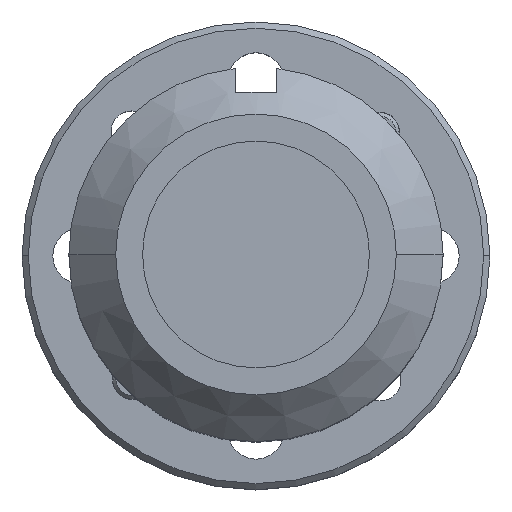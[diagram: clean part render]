
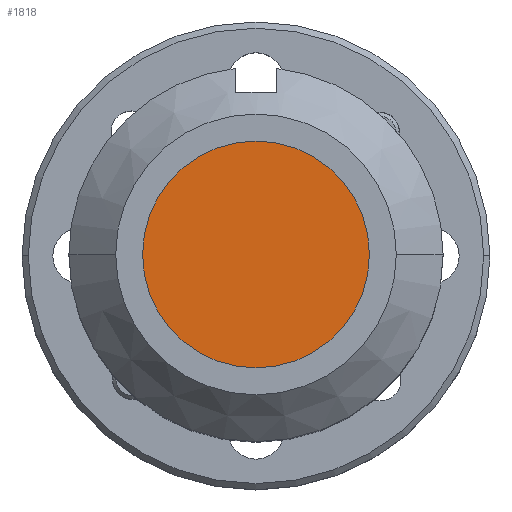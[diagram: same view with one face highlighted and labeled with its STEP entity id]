
A CAD part, top view. The second image highlights one B-rep face of the part: STEP entity #1818.
In plain terms, the highlighted planar face has unit normal (0, 0, 1).
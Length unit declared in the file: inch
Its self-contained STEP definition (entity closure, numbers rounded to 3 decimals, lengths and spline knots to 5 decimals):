
#308 = CARTESIAN_POINT ( 'NONE',  ( 0.67056, 1.07752, 2.63322 ) ) ;
#375 = EDGE_CURVE ( 'NONE', #426, #470, #1868, .T. ) ;
#426 = VERTEX_POINT ( 'NONE', #1431 ) ;
#443 = ORIENTED_EDGE ( 'NONE', *, *, #981, .F. ) ;
#470 = VERTEX_POINT ( 'NONE', #308 ) ;
#633 = DIRECTION ( 'NONE',  ( 0., 0., -1. ) ) ;
#660 = DIRECTION ( 'NONE',  ( 0., 0., -1. ) ) ;
#828 = DIRECTION ( 'NONE',  ( -1., 0., 0. ) ) ;
#981 = EDGE_CURVE ( 'NONE', #470, #426, #1061, .T. ) ;
#1061 = CIRCLE ( 'NONE', #2515, 0.18179 ) ;
#1203 = CARTESIAN_POINT ( 'NONE',  ( 0.48877, 1.26752, 2.63322 ) ) ;
#1231 = PLANE ( 'NONE',  #2062 ) ;
#1391 = FACE_OUTER_BOUND ( 'NONE', #1696, .T. ) ;
#1431 = CARTESIAN_POINT ( 'NONE',  ( 0.30698, 1.07752, 2.63322 ) ) ;
#1441 = DIRECTION ( 'NONE',  ( -1., 0., 0. ) ) ;
#1687 = CARTESIAN_POINT ( 'NONE',  ( 0.48877, 1.07752, 2.63322 ) ) ;
#1696 = EDGE_LOOP ( 'NONE', ( #1908, #443 ) ) ;
#1811 = DIRECTION ( 'NONE',  ( 0., 0., -1. ) ) ;
#1818 = ADVANCED_FACE ( 'NONE', ( #1391 ), #1231, .F. ) ;
#1828 = AXIS2_PLACEMENT_3D ( 'NONE', #1687, #660, #828 ) ;
#1868 = CIRCLE ( 'NONE', #1828, 0.18179 ) ;
#1908 = ORIENTED_EDGE ( 'NONE', *, *, #375, .F. ) ;
#2062 = AXIS2_PLACEMENT_3D ( 'NONE', #1203, #1811, #2269 ) ;
#2269 = DIRECTION ( 'NONE',  ( -1., 0., 0. ) ) ;
#2465 = CARTESIAN_POINT ( 'NONE',  ( 0.48877, 1.07752, 2.63322 ) ) ;
#2515 = AXIS2_PLACEMENT_3D ( 'NONE', #2465, #633, #1441 ) ;
